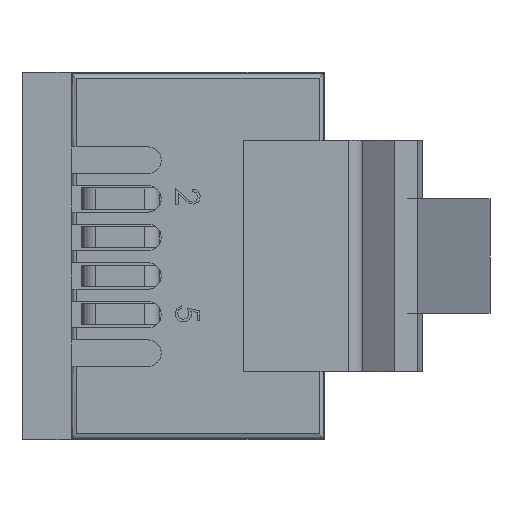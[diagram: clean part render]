
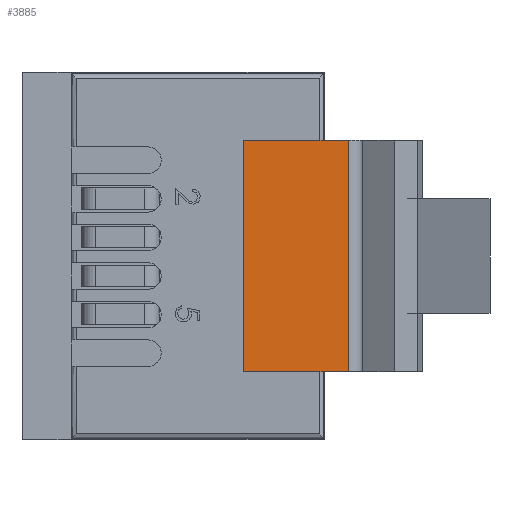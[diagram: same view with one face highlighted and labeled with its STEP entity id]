
A CAD part, front view. The second image highlights one B-rep face of the part: STEP entity #3885.
In plain terms, the highlighted face is planar.
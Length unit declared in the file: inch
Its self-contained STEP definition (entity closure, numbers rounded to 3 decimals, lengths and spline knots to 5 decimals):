
#1028 = CARTESIAN_POINT ( 'NONE',  ( 0.12, 0.156, 0.468 ) ) ;
#1107 = CARTESIAN_POINT ( 'NONE',  ( 0.12, 0.048, 0.468 ) ) ;
#1110 = DIRECTION ( 'NONE',  ( 1., 0., 0. ) ) ;
#1133 = VECTOR ( 'NONE', #1110, 39.37008 ) ;
#1134 = CARTESIAN_POINT ( 'NONE',  ( 0.12, 0.048, 0.468 ) ) ;
#1135 = LINE ( 'NONE', #1134, #1133 ) ;
#1163 = DIRECTION ( 'NONE',  ( 0., -1., 0. ) ) ;
#1164 = VECTOR ( 'NONE', #1163, 39.37008 ) ;
#1165 = CARTESIAN_POINT ( 'NONE',  ( -0.12, 0.171, 0.468 ) ) ;
#1166 = CARTESIAN_POINT ( 'NONE',  ( -0.12, 0.156, 0.468 ) ) ;
#1167 = LINE ( 'NONE', #1165, #1164 ) ;
#1213 = DIRECTION ( 'NONE',  ( 0., 1., 0. ) ) ;
#1214 = VECTOR ( 'NONE', #1213, 39.37008 ) ;
#1215 = CARTESIAN_POINT ( 'NONE',  ( 0.12, 0.171, 0.468 ) ) ;
#1217 = LINE ( 'NONE', #1215, #1214 ) ;
#2399 = VERTEX_POINT ( 'NONE', #4488 ) ;
#3628 = EDGE_CURVE ( 'NONE', #2399, #3643, #1135, .T. ) ;
#3643 = VERTEX_POINT ( 'NONE', #1107 ) ;
#3648 = VERTEX_POINT ( 'NONE', #1028 ) ;
#3652 = EDGE_CURVE ( 'NONE', #3643, #3648, #1217, .T. ) ;
#3683 = VERTEX_POINT ( 'NONE', #1166 ) ;
#3684 = EDGE_CURVE ( 'NONE', #3683, #2399, #1167, .T. ) ;
#3883 = ORIENTED_EDGE ( 'NONE', *, *, #3652, .T. ) ;
#3885 = ADVANCED_FACE ( 'NONE', ( #6707 ), #6718, .F. ) ;
#3886 = ORIENTED_EDGE ( 'NONE', *, *, #3901, .T. ) ;
#3896 = ORIENTED_EDGE ( 'NONE', *, *, #3684, .T. ) ;
#3901 = EDGE_CURVE ( 'NONE', #3648, #3683, #6701, .T. ) ;
#3907 = ORIENTED_EDGE ( 'NONE', *, *, #3628, .T. ) ;
#3908 = EDGE_LOOP ( 'NONE', ( #3883, #3886, #3896, #3907 ) ) ;
#4488 = CARTESIAN_POINT ( 'NONE',  ( -0.12, 0.048, 0.468 ) ) ;
#6667 = DIRECTION ( 'NONE',  ( 0., 0., -1. ) ) ;
#6668 = DIRECTION ( 'NONE',  ( -1., 0., 0. ) ) ;
#6696 = DIRECTION ( 'NONE',  ( -1., 0., 0. ) ) ;
#6699 = VECTOR ( 'NONE', #6696, 39.37008 ) ;
#6700 = CARTESIAN_POINT ( 'NONE',  ( -0.12, 0.156, 0.468 ) ) ;
#6701 = LINE ( 'NONE', #6700, #6699 ) ;
#6707 = FACE_OUTER_BOUND ( 'NONE', #3908, .T. ) ;
#6709 = AXIS2_PLACEMENT_3D ( 'NONE', #6716, #6667, #6668 ) ;
#6716 = CARTESIAN_POINT ( 'NONE',  ( -0.12, 0.048, 0.468 ) ) ;
#6718 = PLANE ( 'NONE',  #6709 ) ;
